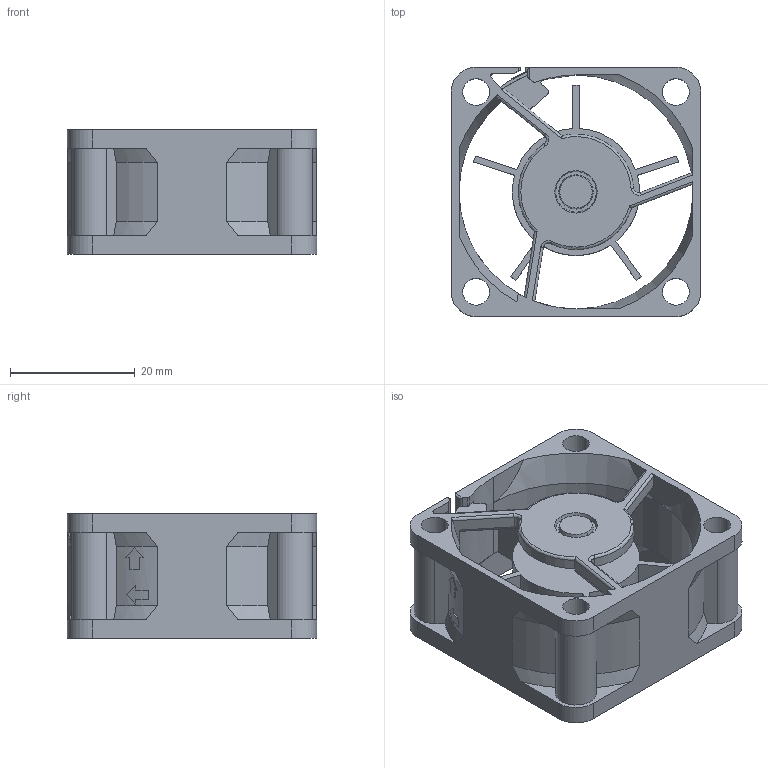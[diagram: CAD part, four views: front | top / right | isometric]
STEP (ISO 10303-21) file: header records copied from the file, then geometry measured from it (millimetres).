
FILE_DESCRIPTION((''),'2;1');
FILE_NAME('AUB04XX_ASM','2018-04-10T',('LIHAN.HONG'),(''),'PRO/ENGINEER BY PARAMETRIC TECHNOLOGY CORPORATION, 2009360','PRO/ENGINEER BY PARAMETRIC TECHNOLOGY CORPORATION, 2009360','');
FILE_SCHEMA(('CONFIG_CONTROL_DESIGN'));
Length unit declared in the file: millimetre
Products named in the file (3): 4102080300M_1; IMPELLER_20170621_3_1; AUB04XX_ASM
Assembly tree (2 placements, depth 2):
  AUB04XX_ASM
    4102080300M_1
    IMPELLER_20170621_3_1
Bounding box: 40 x 40 x 20 mm (x, y, z)
Volume: 11010.3 mm3; surface area: 10617.4 mm2
Topology: 2 solids, 2 shells, 687 faces, 1940 edges, 1291 vertices
Faces by surface type: plane 536, cylinder 111, cone 28, torus 10, bspline 2
Entity records: 22788 total; most frequent: CARTESIAN_POINT 5778, ORIENTED_EDGE 3880, DIRECTION 3054, EDGE_CURVE 1940, VERTEX_POINT 1291, AXIS2_PLACEMENT_3D 1071, VECTOR 912, LINE 912
